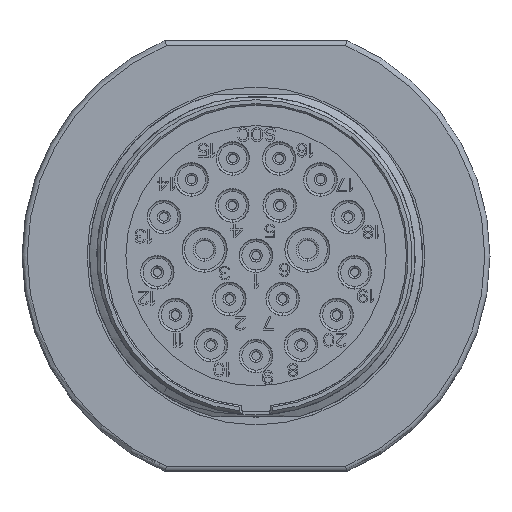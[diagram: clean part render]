
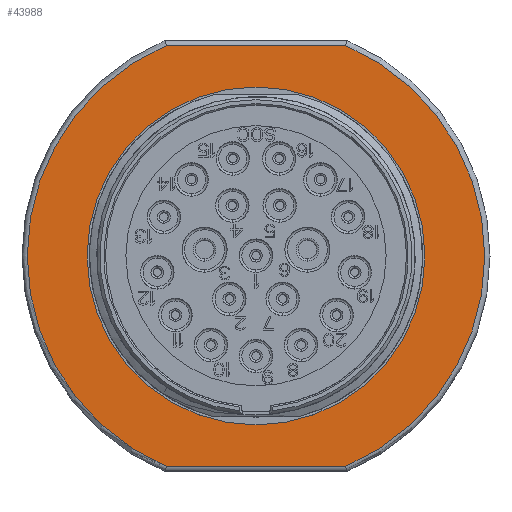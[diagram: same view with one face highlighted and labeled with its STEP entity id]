
A CAD part, top view. The second image highlights one B-rep face of the part: STEP entity #43988.
In plain terms, the highlighted planar face has unit normal (0, 0, 1).
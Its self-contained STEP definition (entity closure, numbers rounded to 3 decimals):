
#4177=CARTESIAN_POINT('',(0.,0.,15.34));
#4178=DIRECTION('',(0.,0.,-1.));
#4179=DIRECTION('',(-0.393,-0.92,0.));
#4180=AXIS2_PLACEMENT_3D('',#4177,#4178,#4179);
#4182=CARTESIAN_POINT('',(0.,0.,15.34));
#4183=DIRECTION('',(0.,0.,-1.));
#4184=DIRECTION('',(-1.,0.001,0.));
#4185=AXIS2_PLACEMENT_3D('',#4182,#4183,#4184);
#4187=CARTESIAN_POINT('',(0.,0.,15.34));
#4188=DIRECTION('',(0.,0.,-1.));
#4189=DIRECTION('',(0.393,0.92,0.));
#4190=AXIS2_PLACEMENT_3D('',#4187,#4188,#4189);
#4192=CARTESIAN_POINT('',(0.,0.,15.34));
#4193=DIRECTION('',(0.,0.,-1.));
#4194=DIRECTION('',(1.,-0.001,0.));
#4195=AXIS2_PLACEMENT_3D('',#4192,#4193,#4194);
#4197=CARTESIAN_POINT('',(0.,0.,15.34));
#4198=DIRECTION('',(0.,0.,1.));
#4199=DIRECTION('',(-1.,0.,0.));
#4200=AXIS2_PLACEMENT_3D('',#4197,#4198,#4199);
#4202=CARTESIAN_POINT('',(0.,0.,15.34));
#4203=DIRECTION('',(0.,0.,1.));
#4204=DIRECTION('',(1.,0.,0.));
#4205=AXIS2_PLACEMENT_3D('',#4202,#4203,#4204);
#4238=DIRECTION('',(1.,0.,0.));
#4239=VECTOR('',#4238,17.116);
#4240=CARTESIAN_POINT('',(-8.558,-20.05,15.34));
#4241=LINE('',#4240,#4239);
#4278=DIRECTION('',(-1.,0.,0.));
#4279=VECTOR('',#4278,17.116);
#4280=CARTESIAN_POINT('',(8.558,20.05,15.34));
#4281=LINE('',#4280,#4279);
#35730=CARTESIAN_POINT('',(-21.8,0.02,15.34));
#35731=CARTESIAN_POINT('',(-8.558,20.05,15.34));
#35732=VERTEX_POINT('',#35730);
#35733=VERTEX_POINT('',#35731);
#35734=CARTESIAN_POINT('',(-8.558,-20.05,15.34));
#35735=VERTEX_POINT('',#35734);
#35736=CARTESIAN_POINT('',(8.558,20.05,15.34));
#35737=VERTEX_POINT('',#35736);
#35738=CARTESIAN_POINT('',(21.8,-0.02,15.34));
#35739=CARTESIAN_POINT('',(8.558,-20.05,15.34));
#35740=VERTEX_POINT('',#35738);
#35741=VERTEX_POINT('',#35739);
#39855=CARTESIAN_POINT('',(-16.1,0.,15.34));
#39856=CARTESIAN_POINT('',(16.1,0.,15.34));
#39857=VERTEX_POINT('',#39855);
#39858=VERTEX_POINT('',#39856);
#43964=CARTESIAN_POINT('',(0.,0.,15.34));
#43965=DIRECTION('',(0.,0.,-1.));
#43966=DIRECTION('',(0.,-1.,0.));
#43967=AXIS2_PLACEMENT_3D('',#43964,#43965,#43966);
#43968=PLANE('',#43967);
#43970=ORIENTED_EDGE('',*,*,#43969,.T.);
#43972=ORIENTED_EDGE('',*,*,#43971,.T.);
#43974=ORIENTED_EDGE('',*,*,#43973,.F.);
#43976=ORIENTED_EDGE('',*,*,#43975,.T.);
#43978=ORIENTED_EDGE('',*,*,#43977,.T.);
#43980=ORIENTED_EDGE('',*,*,#43979,.F.);
#43981=EDGE_LOOP('',(#43970,#43972,#43974,#43976,#43978,#43980));
#43982=FACE_OUTER_BOUND('',#43981,.F.);
#43983=ORIENTED_EDGE('',*,*,#43954,.T.);
#43985=ORIENTED_EDGE('',*,*,#43984,.T.);
#43986=EDGE_LOOP('',(#43983,#43985));
#43987=FACE_BOUND('',#43986,.F.);
#43988=ADVANCED_FACE('',(#43982,#43987),#43968,.F.);
#4181=CIRCLE('',#4180,21.8);
#4186=CIRCLE('',#4185,21.8);
#4191=CIRCLE('',#4190,21.8);
#4196=CIRCLE('',#4195,21.8);
#4201=CIRCLE('',#4200,16.1);
#4206=CIRCLE('',#4205,16.1);
#43954=EDGE_CURVE('',#39857,#39858,#4201,.T.);
#43969=EDGE_CURVE('',#35735,#35732,#4181,.T.);
#43971=EDGE_CURVE('',#35732,#35733,#4186,.T.);
#43973=EDGE_CURVE('',#35737,#35733,#4281,.T.);
#43975=EDGE_CURVE('',#35737,#35740,#4191,.T.);
#43977=EDGE_CURVE('',#35740,#35741,#4196,.T.);
#43979=EDGE_CURVE('',#35735,#35741,#4241,.T.);
#43984=EDGE_CURVE('',#39858,#39857,#4206,.T.);
